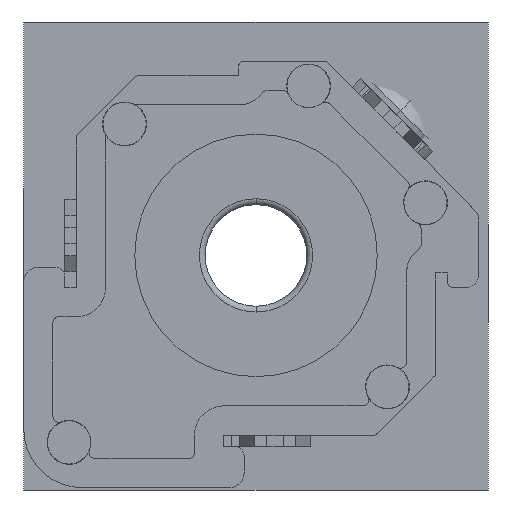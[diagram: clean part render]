
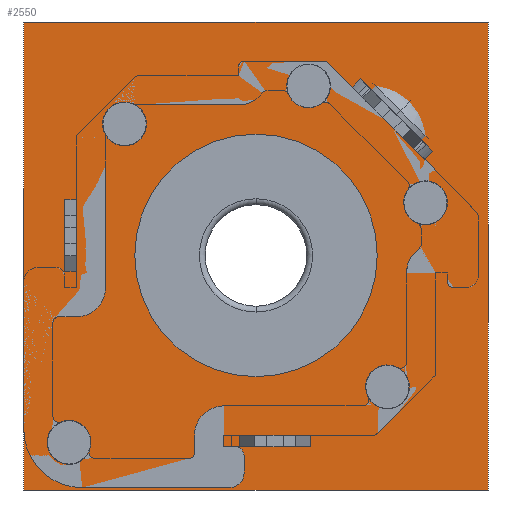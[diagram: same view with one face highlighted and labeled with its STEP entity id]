
A CAD part, front view. The second image highlights one B-rep face of the part: STEP entity #2550.
In plain terms, the highlighted planar face has unit normal (0, -1, 0).
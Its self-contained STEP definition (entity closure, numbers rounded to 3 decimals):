
#296=CARTESIAN_POINT('',(0.,0.5,0.));
#297=DIRECTION('',(0.,1.,0.));
#298=DIRECTION('',(0.,0.,-1.));
#299=AXIS2_PLACEMENT_3D('',#296,#297,#298);
#301=CARTESIAN_POINT('',(0.,0.5,0.));
#302=DIRECTION('',(0.,1.,0.));
#303=DIRECTION('',(0.,0.,1.));
#304=AXIS2_PLACEMENT_3D('',#301,#302,#303);
#306=CARTESIAN_POINT('',(-4.5,0.5,4.5));
#307=DIRECTION('',(0.,1.,0.));
#308=DIRECTION('',(1.,0.,0.));
#309=AXIS2_PLACEMENT_3D('',#306,#307,#308);
#311=CARTESIAN_POINT('',(-4.5,0.5,4.5));
#312=DIRECTION('',(0.,1.,0.));
#313=DIRECTION('',(-1.,0.,0.));
#314=AXIS2_PLACEMENT_3D('',#311,#312,#313);
#316=DIRECTION('',(0.,0.,1.));
#317=VECTOR('',#316,2.05);
#318=CARTESIAN_POINT('',(-6.15,0.5,-0.343));
#319=LINE('',#318,#317);
#320=DIRECTION('',(1.,0.,0.));
#321=VECTOR('',#320,0.4);
#322=CARTESIAN_POINT('',(-6.55,0.5,1.707));
#323=LINE('',#322,#321);
#324=DIRECTION('',(0.,0.,1.));
#325=VECTOR('',#324,2.05);
#326=CARTESIAN_POINT('',(-6.55,0.5,-0.343));
#327=LINE('',#326,#325);
#328=DIRECTION('',(-1.,0.,0.));
#329=VECTOR('',#328,0.4);
#330=CARTESIAN_POINT('',(-6.15,0.5,-0.343));
#331=LINE('',#330,#329);
#332=DIRECTION('',(0.707,0.,-0.707));
#333=VECTOR('',#332,3.499);
#334=CARTESIAN_POINT('',(3.571,0.5,6.045));
#335=LINE('',#334,#333);
#336=DIRECTION('',(-0.707,0.,-0.707));
#337=VECTOR('',#336,0.4);
#338=CARTESIAN_POINT('',(3.571,0.5,6.045));
#339=LINE('',#338,#337);
#340=DIRECTION('',(0.707,0.,-0.707));
#341=VECTOR('',#340,3.499);
#342=CARTESIAN_POINT('',(3.289,0.5,5.762));
#343=LINE('',#342,#341);
#344=DIRECTION('',(-0.707,0.,-0.707));
#345=VECTOR('',#344,0.4);
#346=CARTESIAN_POINT('',(6.045,0.5,3.571));
#347=LINE('',#346,#345);
#352=DIRECTION('',(1.,0.,0.));
#353=VECTOR('',#352,15.9);
#354=CARTESIAN_POINT('',(-7.95,0.5,7.99));
#355=LINE('',#354,#353);
#374=DIRECTION('',(0.,0.,1.));
#375=VECTOR('',#374,16.02);
#376=CARTESIAN_POINT('',(-7.95,0.5,-8.03));
#377=LINE('',#376,#375);
#386=DIRECTION('',(-1.,0.,0.));
#387=VECTOR('',#386,15.9);
#388=CARTESIAN_POINT('',(7.95,0.5,-8.03));
#389=LINE('',#388,#387);
#398=DIRECTION('',(0.,0.,-1.));
#399=VECTOR('',#398,16.02);
#400=CARTESIAN_POINT('',(7.95,0.5,7.99));
#401=LINE('',#400,#399);
#1920=CARTESIAN_POINT('',(0.,0.5,-4.15));
#1921=CARTESIAN_POINT('',(0.,0.5,4.15));
#1922=VERTEX_POINT('',#1920);
#1923=VERTEX_POINT('',#1921);
#1924=CARTESIAN_POINT('',(-7.95,0.5,7.99));
#1925=CARTESIAN_POINT('',(7.95,0.5,7.99));
#1926=VERTEX_POINT('',#1924);
#1927=VERTEX_POINT('',#1925);
#1928=CARTESIAN_POINT('',(7.95,0.5,-8.03));
#1929=VERTEX_POINT('',#1928);
#1930=CARTESIAN_POINT('',(-7.95,0.5,-8.03));
#1931=VERTEX_POINT('',#1930);
#2256=CARTESIAN_POINT('',(-3.75,0.5,4.5));
#2257=CARTESIAN_POINT('',(-5.25,0.5,4.5));
#2258=VERTEX_POINT('',#2256);
#2259=VERTEX_POINT('',#2257);
#2315=CARTESIAN_POINT('',(-6.15,0.5,-0.343));
#2316=CARTESIAN_POINT('',(-6.15,0.5,1.707));
#2317=VERTEX_POINT('',#2315);
#2318=VERTEX_POINT('',#2316);
#2319=CARTESIAN_POINT('',(-6.55,0.5,1.707));
#2320=VERTEX_POINT('',#2319);
#2321=CARTESIAN_POINT('',(-6.55,0.5,-0.343));
#2322=VERTEX_POINT('',#2321);
#2338=CARTESIAN_POINT('',(3.571,0.5,6.045));
#2339=CARTESIAN_POINT('',(6.045,0.5,3.571));
#2340=VERTEX_POINT('',#2338);
#2341=VERTEX_POINT('',#2339);
#2342=CARTESIAN_POINT('',(3.289,0.5,5.762));
#2343=VERTEX_POINT('',#2342);
#2344=CARTESIAN_POINT('',(5.762,0.5,3.289));
#2345=VERTEX_POINT('',#2344);
#2505=CARTESIAN_POINT('',(0.,0.5,-0.02));
#2506=DIRECTION('',(0.,1.,0.));
#2507=DIRECTION('',(0.,0.,-1.));
#2508=AXIS2_PLACEMENT_3D('',#2505,#2506,#2507);
#2509=PLANE('',#2508);
#2511=ORIENTED_EDGE('',*,*,#2510,.T.);
#2513=ORIENTED_EDGE('',*,*,#2512,.T.);
#2515=ORIENTED_EDGE('',*,*,#2514,.T.);
#2517=ORIENTED_EDGE('',*,*,#2516,.T.);
#2518=EDGE_LOOP('',(#2511,#2513,#2515,#2517));
#2519=FACE_OUTER_BOUND('',#2518,.F.);
#2520=ORIENTED_EDGE('',*,*,#2481,.F.);
#2521=ORIENTED_EDGE('',*,*,#2409,.F.);
#2522=EDGE_LOOP('',(#2520,#2521));
#2523=FACE_BOUND('',#2522,.F.);
#2525=ORIENTED_EDGE('',*,*,#2524,.F.);
#2527=ORIENTED_EDGE('',*,*,#2526,.F.);
#2528=EDGE_LOOP('',(#2525,#2527));
#2529=FACE_BOUND('',#2528,.F.);
#2531=ORIENTED_EDGE('',*,*,#2530,.T.);
#2533=ORIENTED_EDGE('',*,*,#2532,.F.);
#2535=ORIENTED_EDGE('',*,*,#2534,.F.);
#2537=ORIENTED_EDGE('',*,*,#2536,.F.);
#2538=EDGE_LOOP('',(#2531,#2533,#2535,#2537));
#2539=FACE_BOUND('',#2538,.F.);
#2541=ORIENTED_EDGE('',*,*,#2540,.F.);
#2543=ORIENTED_EDGE('',*,*,#2542,.T.);
#2545=ORIENTED_EDGE('',*,*,#2544,.T.);
#2547=ORIENTED_EDGE('',*,*,#2546,.F.);
#2548=EDGE_LOOP('',(#2541,#2543,#2545,#2547));
#2549=FACE_BOUND('',#2548,.F.);
#300=CIRCLE('',#299,4.15);
#305=CIRCLE('',#304,4.15);
#310=CIRCLE('',#309,0.75);
#315=CIRCLE('',#314,0.75);
#2409=EDGE_CURVE('',#1923,#1922,#305,.T.);
#2481=EDGE_CURVE('',#1922,#1923,#300,.T.);
#2510=EDGE_CURVE('',#1926,#1927,#355,.T.);
#2512=EDGE_CURVE('',#1927,#1929,#401,.T.);
#2514=EDGE_CURVE('',#1929,#1931,#389,.T.);
#2516=EDGE_CURVE('',#1931,#1926,#377,.T.);
#2524=EDGE_CURVE('',#2258,#2259,#310,.T.);
#2526=EDGE_CURVE('',#2259,#2258,#315,.T.);
#2530=EDGE_CURVE('',#2317,#2318,#319,.T.);
#2532=EDGE_CURVE('',#2320,#2318,#323,.T.);
#2534=EDGE_CURVE('',#2322,#2320,#327,.T.);
#2536=EDGE_CURVE('',#2317,#2322,#331,.T.);
#2540=EDGE_CURVE('',#2340,#2341,#335,.T.);
#2542=EDGE_CURVE('',#2340,#2343,#339,.T.);
#2544=EDGE_CURVE('',#2343,#2345,#343,.T.);
#2546=EDGE_CURVE('',#2341,#2345,#347,.T.);
#2550=ADVANCED_FACE('',(#2519,#2523,#2529,#2539,#2549),#2509,.F.);
